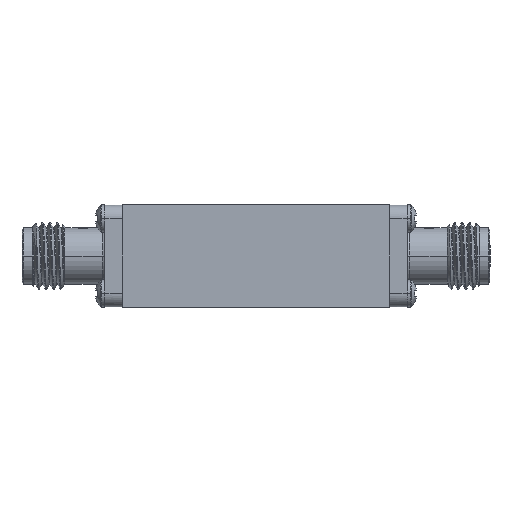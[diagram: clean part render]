
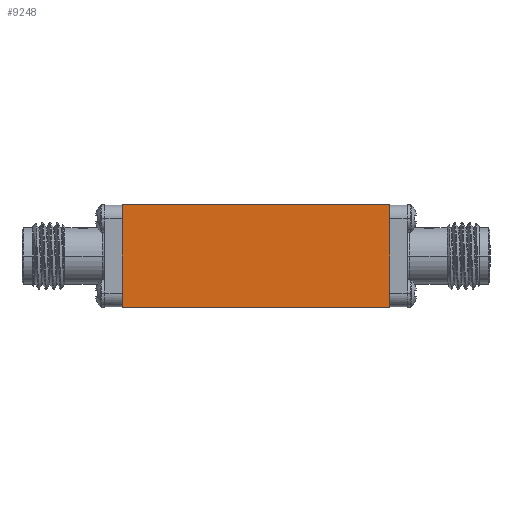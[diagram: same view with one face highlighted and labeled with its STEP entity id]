
A CAD part, front view. The second image highlights one B-rep face of the part: STEP entity #9248.
In plain terms, the highlighted planar face has unit normal (0, -1, 0).
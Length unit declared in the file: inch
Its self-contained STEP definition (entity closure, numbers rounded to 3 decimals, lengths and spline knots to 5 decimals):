
#225 = CARTESIAN_POINT ( 'NONE',  ( -0.5, -0.25, 0.19094 ) ) ;
#1746 = EDGE_CURVE ( 'NONE', #27143, #26394, #25816, .T. ) ;
#6481 = ORIENTED_EDGE ( 'NONE', *, *, #24671, .F. ) ;
#8378 = CARTESIAN_POINT ( 'NONE',  ( -0.5, -0.25, -0.19094 ) ) ;
#8552 = DIRECTION ( 'NONE',  ( 1., 0., 0. ) ) ;
#9248 = ADVANCED_FACE ( 'NONE', ( #30737 ), #37441, .F. ) ;
#10126 = CARTESIAN_POINT ( 'NONE',  ( 0.5, -0.25, 0.19094 ) ) ;
#11557 = VERTEX_POINT ( 'NONE', #225 ) ;
#11869 = VERTEX_POINT ( 'NONE', #23429 ) ;
#12367 = VECTOR ( 'NONE', #8552, 39.37008 ) ;
#13015 = VECTOR ( 'NONE', #26464, 39.37008 ) ;
#13305 = VECTOR ( 'NONE', #29508, 39.37008 ) ;
#13806 = LINE ( 'NONE', #35926, #13305 ) ;
#15213 = CARTESIAN_POINT ( 'NONE',  ( -0.5, -0.25, 0.19094 ) ) ;
#16732 = EDGE_CURVE ( 'NONE', #11557, #11869, #35326, .T. ) ;
#18767 = DIRECTION ( 'NONE',  ( 0., 0., 1. ) ) ;
#22121 = EDGE_LOOP ( 'NONE', ( #32938, #6481, #32804, #40373 ) ) ;
#22302 = LINE ( 'NONE', #10126, #13015 ) ;
#23429 = CARTESIAN_POINT ( 'NONE',  ( 0.5, -0.25, 0.19094 ) ) ;
#24671 = EDGE_CURVE ( 'NONE', #11869, #26394, #22302, .T. ) ;
#25816 = LINE ( 'NONE', #8378, #35600 ) ;
#26394 = VERTEX_POINT ( 'NONE', #33435 ) ;
#26464 = DIRECTION ( 'NONE',  ( 0., 0., -1. ) ) ;
#27143 = VERTEX_POINT ( 'NONE', #32794 ) ;
#27192 = CARTESIAN_POINT ( 'NONE',  ( -0.5, -0.25, 0.19094 ) ) ;
#29508 = DIRECTION ( 'NONE',  ( 0., 0., -1. ) ) ;
#30737 = FACE_OUTER_BOUND ( 'NONE', #22121, .T. ) ;
#32794 = CARTESIAN_POINT ( 'NONE',  ( -0.5, -0.25, -0.19094 ) ) ;
#32804 = ORIENTED_EDGE ( 'NONE', *, *, #16732, .F. ) ;
#32938 = ORIENTED_EDGE ( 'NONE', *, *, #1746, .T. ) ;
#33435 = CARTESIAN_POINT ( 'NONE',  ( 0.5, -0.25, -0.19094 ) ) ;
#33506 = DIRECTION ( 'NONE',  ( 1., 0., 0. ) ) ;
#34074 = DIRECTION ( 'NONE',  ( 0., 1., 0. ) ) ;
#35326 = LINE ( 'NONE', #27192, #12367 ) ;
#35600 = VECTOR ( 'NONE', #33506, 39.37008 ) ;
#35926 = CARTESIAN_POINT ( 'NONE',  ( -0.5, -0.25, 0.19094 ) ) ;
#37441 = PLANE ( 'NONE',  #37582 ) ;
#37582 = AXIS2_PLACEMENT_3D ( 'NONE', #15213, #34074, #18767 ) ;
#37823 = EDGE_CURVE ( 'NONE', #11557, #27143, #13806, .T. ) ;
#40373 = ORIENTED_EDGE ( 'NONE', *, *, #37823, .T. ) ;
